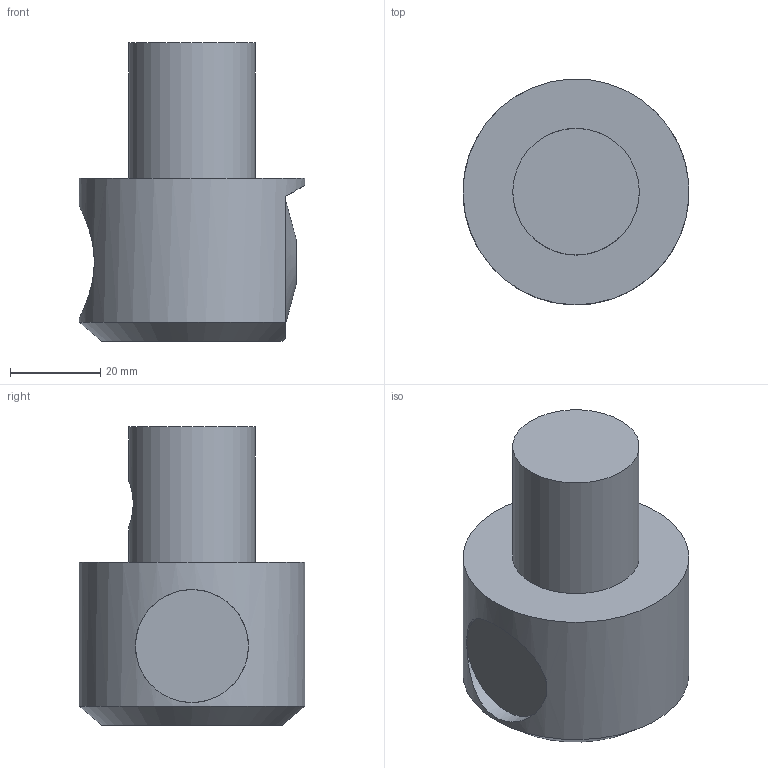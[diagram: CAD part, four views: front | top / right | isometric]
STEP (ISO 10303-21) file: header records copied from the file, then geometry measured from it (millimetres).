
FILE_DESCRIPTION((''),'1');
FILE_NAME('EWN2-32CK5.stp','2022-09-27T06:39:29',(''),(''),'Spatial Interop R21 SP3','Kubotek KeyCreator 2011 V10.0.2 (22737)',' ');
FILE_SCHEMA(('automotive_design'));
Length unit declared in the file: millimetre
Products named in the file (1): 240[2]
Bounding box: 49.99 x 49.97 x 66 mm (x, y, z)
Volume: 84343 mm3; surface area: 11949.1 mm2
Topology: 1 solids, 1 shells, 15 faces, 28 edges, 19 vertices
Faces by surface type: plane 8, cylinder 5, cone 2
Full cylindrical faces by diameter (mm): 10.3 x1, 28 x1, 50 x1
Entity records: 774 total; most frequent: CARTESIAN_POINT 215, DIRECTION 55, PRESENTATION_STYLE_ASSIGNMENT 51, COLOUR_RGB 51, ORIENTED_EDGE 38, STYLED_ITEM 35, CURVE_STYLE 35, DRAUGHTING_PRE_DEFINED_CURVE_FONT 35
